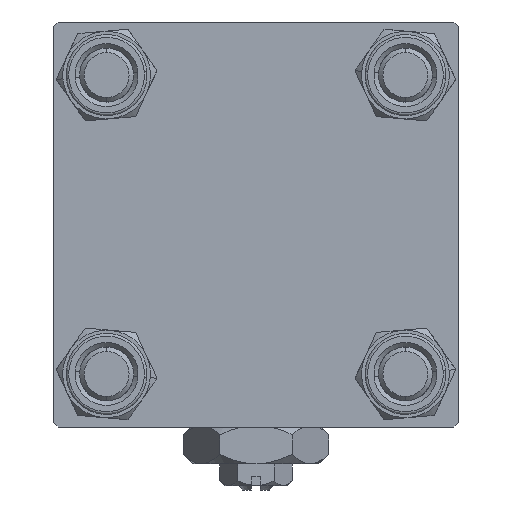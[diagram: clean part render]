
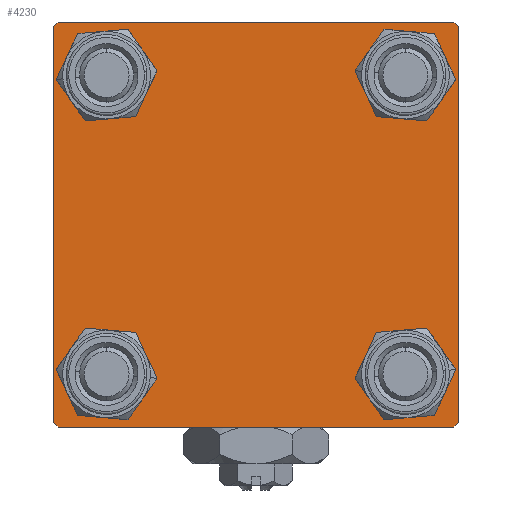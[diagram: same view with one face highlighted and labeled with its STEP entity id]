
A CAD part, left-side view. The second image highlights one B-rep face of the part: STEP entity #4230.
In plain terms, the highlighted planar face has unit normal (-1, 0, 0).
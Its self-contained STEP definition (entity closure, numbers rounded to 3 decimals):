
#18 = DIRECTION ( 'NONE',  ( 0., 0., 1. ) ) ;
#24 = CARTESIAN_POINT ( 'NONE',  ( 0., 22.25, -22.25 ) ) ;
#253 = DIRECTION ( 'NONE',  ( 1., 0., 0. ) ) ;
#493 = DIRECTION ( 'NONE',  ( 0., 0., 1. ) ) ;
#834 = ORIENTED_EDGE ( 'NONE', *, *, #35981, .T. ) ;
#971 = CARTESIAN_POINT ( 'NONE',  ( 0., 22.5, 22.5 ) ) ;
#2208 = AXIS2_PLACEMENT_3D ( 'NONE', #9457, #23191, #493 ) ;
#2387 = EDGE_CURVE ( 'NONE', #56051, #16272, #56547, .T. ) ;
#2543 = CARTESIAN_POINT ( 'NONE',  ( 0., -16.6, 16.6 ) ) ;
#2631 = EDGE_LOOP ( 'NONE', ( #22833, #31960 ) ) ;
#2715 = DIRECTION ( 'NONE',  ( -1., 0., 0. ) ) ;
#3918 = CARTESIAN_POINT ( 'NONE',  ( 0., 22.5, -22.5 ) ) ;
#4230 = ADVANCED_FACE ( 'NONE', ( #16143, #25412, #52052, #25116, #28723 ), #43054, .T. ) ;
#4457 = DIRECTION ( 'NONE',  ( 0., 0., 1. ) ) ;
#4793 = CARTESIAN_POINT ( 'NONE',  ( 0., -16.6, 16.6 ) ) ;
#5411 = EDGE_CURVE ( 'NONE', #20764, #35486, #40364, .T. ) ;
#5616 = ORIENTED_EDGE ( 'NONE', *, *, #48093, .T. ) ;
#5641 = ORIENTED_EDGE ( 'NONE', *, *, #29273, .T. ) ;
#6042 = EDGE_CURVE ( 'NONE', #14902, #41411, #58562, .T. ) ;
#6050 = VECTOR ( 'NONE', #32037, 1000. ) ;
#6105 = CARTESIAN_POINT ( 'NONE',  ( 0., -16.6, 20.1 ) ) ;
#6222 = ORIENTED_EDGE ( 'NONE', *, *, #26145, .T. ) ;
#6712 = VERTEX_POINT ( 'NONE', #36218 ) ;
#7457 = ORIENTED_EDGE ( 'NONE', *, *, #6042, .T. ) ;
#7571 = EDGE_CURVE ( 'NONE', #39315, #42584, #28724, .T. ) ;
#7973 = CARTESIAN_POINT ( 'NONE',  ( 0., 16.6, -20.1 ) ) ;
#8120 = LINE ( 'NONE', #3918, #26194 ) ;
#8910 = DIRECTION ( 'NONE',  ( 1., 0., 0. ) ) ;
#9055 = CIRCLE ( 'NONE', #24305, 3.5 ) ;
#9120 = CARTESIAN_POINT ( 'NONE',  ( 0., -16.6, -16.6 ) ) ;
#9163 = EDGE_CURVE ( 'NONE', #58423, #44779, #41845, .T. ) ;
#9457 = CARTESIAN_POINT ( 'NONE',  ( 0., 16.6, -16.6 ) ) ;
#10544 = AXIS2_PLACEMENT_3D ( 'NONE', #22049, #8910, #53768 ) ;
#11509 = ORIENTED_EDGE ( 'NONE', *, *, #16467, .T. ) ;
#11678 = AXIS2_PLACEMENT_3D ( 'NONE', #20634, #2715, #16440 ) ;
#13408 = VERTEX_POINT ( 'NONE', #23362 ) ;
#13627 = VERTEX_POINT ( 'NONE', #40934 ) ;
#13685 = DIRECTION ( 'NONE',  ( 0., 0., 1. ) ) ;
#13813 = VECTOR ( 'NONE', #46941, 1000. ) ;
#14075 = EDGE_LOOP ( 'NONE', ( #58561, #7457 ) ) ;
#14151 = DIRECTION ( 'NONE',  ( 1., 0., 0. ) ) ;
#14902 = VERTEX_POINT ( 'NONE', #7973 ) ;
#16143 = FACE_BOUND ( 'NONE', #2631, .T. ) ;
#16264 = DIRECTION ( 'NONE',  ( 1., 0., 0. ) ) ;
#16272 = VERTEX_POINT ( 'NONE', #51975 ) ;
#16324 = DIRECTION ( 'NONE',  ( 0., -1., 0. ) ) ;
#16440 = DIRECTION ( 'NONE',  ( 0., 0., 1. ) ) ;
#16467 = EDGE_CURVE ( 'NONE', #16272, #56051, #42998, .T. ) ;
#16647 = ORIENTED_EDGE ( 'NONE', *, *, #52961, .F. ) ;
#16836 = LINE ( 'NONE', #17723, #30790 ) ;
#17723 = CARTESIAN_POINT ( 'NONE',  ( 0., 22.25, 22.25 ) ) ;
#20634 = CARTESIAN_POINT ( 'NONE',  ( 0., 0., 0. ) ) ;
#20764 = VERTEX_POINT ( 'NONE', #48359 ) ;
#21461 = ORIENTED_EDGE ( 'NONE', *, *, #2387, .T. ) ;
#22049 = CARTESIAN_POINT ( 'NONE',  ( 0., 16.6, 16.6 ) ) ;
#22389 = CARTESIAN_POINT ( 'NONE',  ( 0., 16.6, 16.6 ) ) ;
#22833 = ORIENTED_EDGE ( 'NONE', *, *, #43752, .T. ) ;
#22850 = CARTESIAN_POINT ( 'NONE',  ( 0., 16.6, 20.1 ) ) ;
#22993 = CIRCLE ( 'NONE', #47850, 3.5 ) ;
#23191 = DIRECTION ( 'NONE',  ( 1., 0., 0. ) ) ;
#23288 = EDGE_CURVE ( 'NONE', #41411, #14902, #33526, .T. ) ;
#23362 = CARTESIAN_POINT ( 'NONE',  ( 0., -16.6, -13.1 ) ) ;
#23977 = DIRECTION ( 'NONE',  ( 0., 0., -1. ) ) ;
#24305 = AXIS2_PLACEMENT_3D ( 'NONE', #9120, #14151, #45851 ) ;
#24788 = LINE ( 'NONE', #32586, #13813 ) ;
#25116 = FACE_BOUND ( 'NONE', #26425, .T. ) ;
#25303 = CARTESIAN_POINT ( 'NONE',  ( 0., 22.5, 22.5 ) ) ;
#25412 = FACE_BOUND ( 'NONE', #47920, .T. ) ;
#25972 = VECTOR ( 'NONE', #23977, 1000. ) ;
#26145 = EDGE_CURVE ( 'NONE', #48684, #58423, #36546, .T. ) ;
#26194 = VECTOR ( 'NONE', #30825, 1000. ) ;
#26425 = EDGE_LOOP ( 'NONE', ( #21461, #11509 ) ) ;
#26998 = VECTOR ( 'NONE', #40685, 1000. ) ;
#27225 = DIRECTION ( 'NONE',  ( 1., 0., 0. ) ) ;
#27337 = DIRECTION ( 'NONE',  ( 0., 0., 1. ) ) ;
#27913 = DIRECTION ( 'NONE',  ( 1., 0., 0. ) ) ;
#28723 = FACE_OUTER_BOUND ( 'NONE', #57933, .T. ) ;
#28724 = LINE ( 'NONE', #50875, #6050 ) ;
#29273 = EDGE_CURVE ( 'NONE', #31301, #42584, #36798, .T. ) ;
#30588 = DIRECTION ( 'NONE',  ( 0., 0.707, -0.707 ) ) ;
#30783 = CIRCLE ( 'NONE', #46042, 3.5 ) ;
#30790 = VECTOR ( 'NONE', #30588, 1000. ) ;
#30825 = DIRECTION ( 'NONE',  ( 0., -1., 0. ) ) ;
#31301 = VERTEX_POINT ( 'NONE', #45786 ) ;
#31434 = CARTESIAN_POINT ( 'NONE',  ( 0., 22., 22.5 ) ) ;
#31960 = ORIENTED_EDGE ( 'NONE', *, *, #5411, .T. ) ;
#32037 = DIRECTION ( 'NONE',  ( 0., 0., -1. ) ) ;
#32586 = CARTESIAN_POINT ( 'NONE',  ( 0., -22.25, 22.25 ) ) ;
#33526 = CIRCLE ( 'NONE', #43081, 3.5 ) ;
#34509 = DIRECTION ( 'NONE',  ( 0., 0., 1. ) ) ;
#35402 = CARTESIAN_POINT ( 'NONE',  ( 0., 16.6, -13.1 ) ) ;
#35486 = VERTEX_POINT ( 'NONE', #6105 ) ;
#35981 = EDGE_CURVE ( 'NONE', #44779, #31301, #8120, .T. ) ;
#36211 = CARTESIAN_POINT ( 'NONE',  ( 0., -22.25, -22.25 ) ) ;
#36218 = CARTESIAN_POINT ( 'NONE',  ( 0., -22., 22.5 ) ) ;
#36396 = CARTESIAN_POINT ( 'NONE',  ( 0., 16.6, -16.6 ) ) ;
#36546 = LINE ( 'NONE', #971, #25972 ) ;
#36626 = CARTESIAN_POINT ( 'NONE',  ( 0., 22.5, -22. ) ) ;
#36798 = LINE ( 'NONE', #36211, #48055 ) ;
#36833 = CARTESIAN_POINT ( 'NONE',  ( 0., -22.5, -22. ) ) ;
#36873 = ORIENTED_EDGE ( 'NONE', *, *, #7571, .F. ) ;
#38072 = EDGE_CURVE ( 'NONE', #13627, #13408, #9055, .T. ) ;
#39315 = VERTEX_POINT ( 'NONE', #43957 ) ;
#40108 = LINE ( 'NONE', #25303, #40338 ) ;
#40338 = VECTOR ( 'NONE', #16324, 1000. ) ;
#40364 = CIRCLE ( 'NONE', #49007, 3.5 ) ;
#40685 = DIRECTION ( 'NONE',  ( 0., -0.707, -0.707 ) ) ;
#40703 = DIRECTION ( 'NONE',  ( 0., -0.707, 0.707 ) ) ;
#40934 = CARTESIAN_POINT ( 'NONE',  ( 0., -16.6, -20.1 ) ) ;
#41411 = VERTEX_POINT ( 'NONE', #35402 ) ;
#41685 = CARTESIAN_POINT ( 'NONE',  ( 0., 22.5, 22. ) ) ;
#41737 = VERTEX_POINT ( 'NONE', #31434 ) ;
#41845 = LINE ( 'NONE', #24, #26998 ) ;
#42584 = VERTEX_POINT ( 'NONE', #36833 ) ;
#42998 = CIRCLE ( 'NONE', #10544, 3.5 ) ;
#43054 = PLANE ( 'NONE',  #11678 ) ;
#43081 = AXIS2_PLACEMENT_3D ( 'NONE', #36396, #54657, #13685 ) ;
#43752 = EDGE_CURVE ( 'NONE', #35486, #20764, #22993, .T. ) ;
#43957 = CARTESIAN_POINT ( 'NONE',  ( 0., -22.5, 22. ) ) ;
#44779 = VERTEX_POINT ( 'NONE', #52452 ) ;
#45786 = CARTESIAN_POINT ( 'NONE',  ( 0., -22., -22.5 ) ) ;
#45851 = DIRECTION ( 'NONE',  ( 0., 0., 1. ) ) ;
#46042 = AXIS2_PLACEMENT_3D ( 'NONE', #50356, #27913, #27337 ) ;
#46941 = DIRECTION ( 'NONE',  ( 0., 0.707, 0.707 ) ) ;
#47850 = AXIS2_PLACEMENT_3D ( 'NONE', #4793, #27225, #18 ) ;
#47920 = EDGE_LOOP ( 'NONE', ( #49308, #54252 ) ) ;
#48055 = VECTOR ( 'NONE', #40703, 1000. ) ;
#48093 = EDGE_CURVE ( 'NONE', #41737, #48684, #16836, .T. ) ;
#48359 = CARTESIAN_POINT ( 'NONE',  ( 0., -16.6, 13.1 ) ) ;
#48684 = VERTEX_POINT ( 'NONE', #41685 ) ;
#49007 = AXIS2_PLACEMENT_3D ( 'NONE', #2543, #16264, #34509 ) ;
#49308 = ORIENTED_EDGE ( 'NONE', *, *, #52866, .T. ) ;
#50356 = CARTESIAN_POINT ( 'NONE',  ( 0., -16.6, -16.6 ) ) ;
#50875 = CARTESIAN_POINT ( 'NONE',  ( 0., -22.5, 22.5 ) ) ;
#51754 = AXIS2_PLACEMENT_3D ( 'NONE', #22389, #253, #4457 ) ;
#51975 = CARTESIAN_POINT ( 'NONE',  ( 0., 16.6, 13.1 ) ) ;
#52027 = ORIENTED_EDGE ( 'NONE', *, *, #9163, .T. ) ;
#52052 = FACE_BOUND ( 'NONE', #14075, .T. ) ;
#52452 = CARTESIAN_POINT ( 'NONE',  ( 0., 22., -22.5 ) ) ;
#52866 = EDGE_CURVE ( 'NONE', #13408, #13627, #30783, .T. ) ;
#52961 = EDGE_CURVE ( 'NONE', #41737, #6712, #40108, .T. ) ;
#53768 = DIRECTION ( 'NONE',  ( 0., 0., 1. ) ) ;
#54252 = ORIENTED_EDGE ( 'NONE', *, *, #38072, .T. ) ;
#54657 = DIRECTION ( 'NONE',  ( 1., 0., 0. ) ) ;
#56051 = VERTEX_POINT ( 'NONE', #22850 ) ;
#56547 = CIRCLE ( 'NONE', #51754, 3.5 ) ;
#57933 = EDGE_LOOP ( 'NONE', ( #6222, #52027, #834, #5641, #36873, #58215, #16647, #5616 ) ) ;
#58215 = ORIENTED_EDGE ( 'NONE', *, *, #59013, .T. ) ;
#58423 = VERTEX_POINT ( 'NONE', #36626 ) ;
#58561 = ORIENTED_EDGE ( 'NONE', *, *, #23288, .T. ) ;
#58562 = CIRCLE ( 'NONE', #2208, 3.5 ) ;
#59013 = EDGE_CURVE ( 'NONE', #39315, #6712, #24788, .T. ) ;
